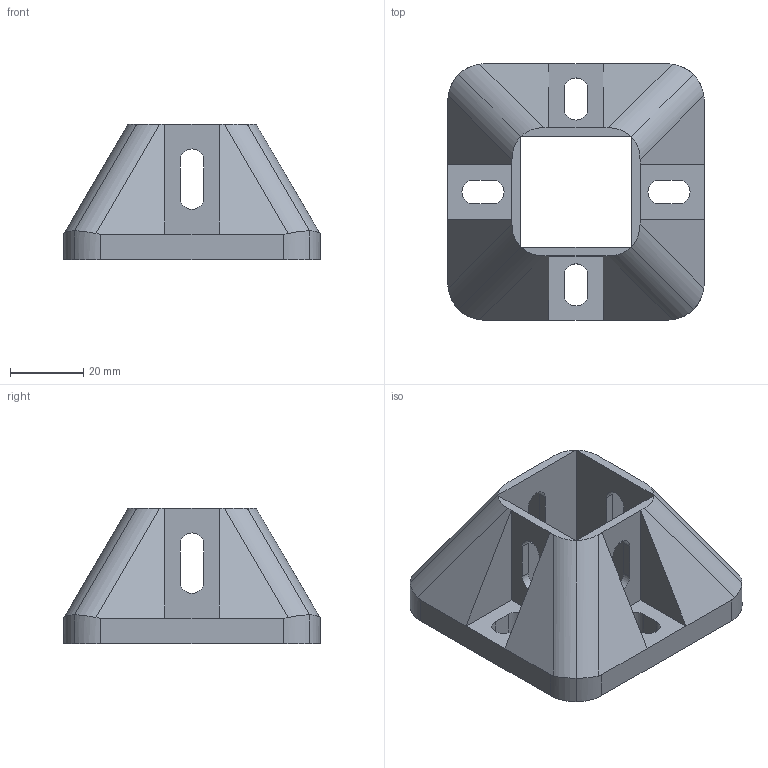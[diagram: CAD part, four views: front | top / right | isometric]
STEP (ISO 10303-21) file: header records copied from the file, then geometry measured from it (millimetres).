
FILE_DESCRIPTION (( 'STEP AP214' ), '1' );
FILE_NAME ('3030_base.STEP', '2024-07-03T07:36:30', ( '' ), ( '' ), 'SwSTEP 2.0', 'SolidWorks 2024', '' );
FILE_SCHEMA (( 'AUTOMOTIVE_DESIGN' ));
Length unit declared in the file: millimetre
Products named in the file (1): 3030_base
Bounding box: 70 x 70 x 37 mm (x, y, z)
Volume: 65179.5 mm3; surface area: 20182.5 mm2
Topology: 1 solids, 1 shells, 85 faces, 228 edges, 144 vertices
Faces by surface type: plane 53, cylinder 32
Entity records: 2669 total; most frequent: CARTESIAN_POINT 554, ORIENTED_EDGE 456, DIRECTION 408, EDGE_CURVE 228, LINE 156, VECTOR 156, VERTEX_POINT 144, AXIS2_PLACEMENT_3D 126
